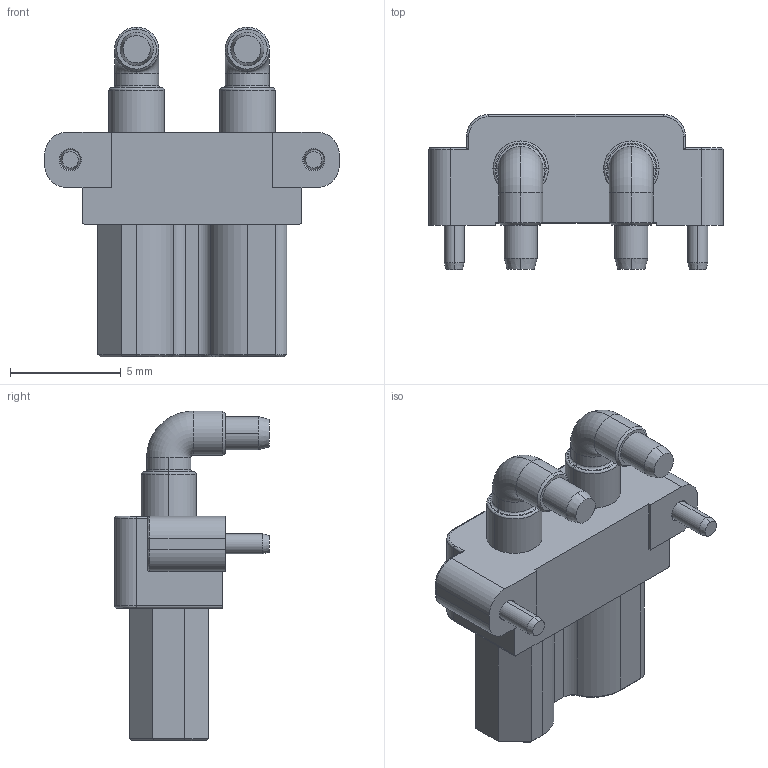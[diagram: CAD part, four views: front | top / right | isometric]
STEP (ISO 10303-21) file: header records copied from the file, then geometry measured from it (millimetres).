
FILE_DESCRIPTION (( 'STEP AP214' ), '1' );
FILE_NAME ('XT30PW-F.STEP', '2024-05-06T19:07:23', ( '' ), ( '' ), 'SwSTEP 2.0', 'SolidWorks 2021', '' );
FILE_SCHEMA (( 'AUTOMOTIVE_DESIGN' ));
Length unit declared in the file: millimetre
Products named in the file (1): XT30PW-F
Bounding box: 13.3 x 7 x 14.9 mm (x, y, z)
Volume: 373.9 mm3; surface area: 638.8 mm2
Topology: 5 solids, 5 shells, 165 faces, 370 edges, 222 vertices
Faces by surface type: cylinder 56, plane 51, cone 34, bspline 20, torus 4
Entity records: 5149 total; most frequent: CARTESIAN_POINT 1406, DIRECTION 806, ORIENTED_EDGE 740, EDGE_CURVE 370, AXIS2_PLACEMENT_3D 312, VERTEX_POINT 222, VECTOR 182, LINE 182
